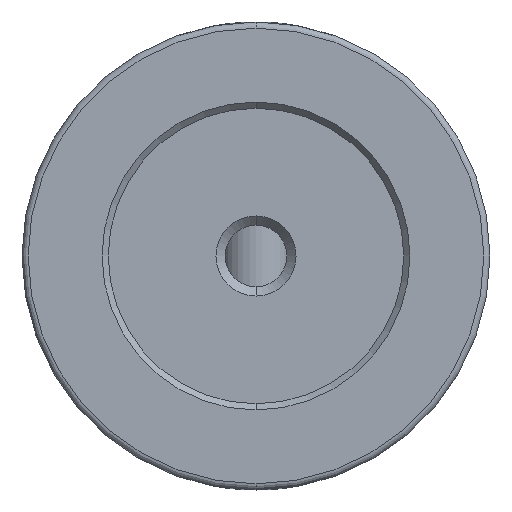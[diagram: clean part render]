
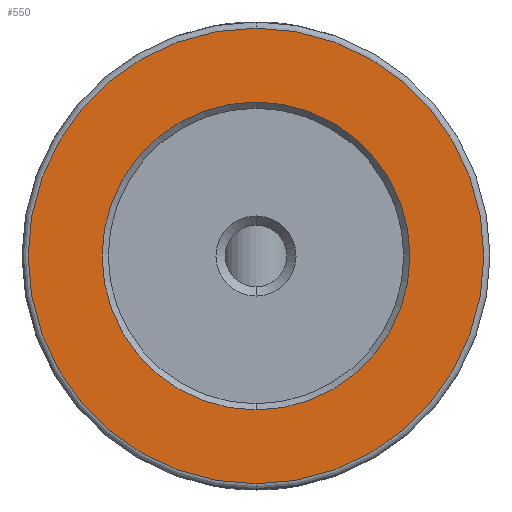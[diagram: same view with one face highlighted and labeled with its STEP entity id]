
A CAD part, front view. The second image highlights one B-rep face of the part: STEP entity #550.
In plain terms, the highlighted planar face has unit normal (0, -1, 0).
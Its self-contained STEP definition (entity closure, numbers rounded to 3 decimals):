
#1 = CARTESIAN_POINT ( 'NONE',  ( -85.227, -254.261, 400. ) ) ;
#72 = AXIS2_PLACEMENT_3D ( 'NONE', #585, #525, #696 ) ;
#86 = ORIENTED_EDGE ( 'NONE', *, *, #278, .T. ) ;
#87 = CIRCLE ( 'NONE', #197, 18.5 ) ;
#150 = FACE_OUTER_BOUND ( 'NONE', #506, .T. ) ;
#159 = FACE_BOUND ( 'NONE', #971, .T. ) ;
#197 = AXIS2_PLACEMENT_3D ( 'NONE', #318, #923, #716 ) ;
#254 = CIRCLE ( 'NONE', #665, 12.5 ) ;
#278 = EDGE_CURVE ( 'NONE', #1015, #444, #254, .T. ) ;
#287 = DIRECTION ( 'NONE',  ( 0., 1., 0. ) ) ;
#298 = CARTESIAN_POINT ( 'NONE',  ( -85.227, -254.261, 412.5 ) ) ;
#299 = CARTESIAN_POINT ( 'NONE',  ( -85.227, -254.261, 418.5 ) ) ;
#318 = CARTESIAN_POINT ( 'NONE',  ( -85.227, -254.261, 400. ) ) ;
#348 = VERTEX_POINT ( 'NONE', #873 ) ;
#349 = ORIENTED_EDGE ( 'NONE', *, *, #521, .T. ) ;
#371 = CARTESIAN_POINT ( 'NONE',  ( -85.227, -254.261, 400. ) ) ;
#374 = CIRCLE ( 'NONE', #986, 12.5 ) ;
#383 = DIRECTION ( 'NONE',  ( 0., 0., 1. ) ) ;
#407 = ORIENTED_EDGE ( 'NONE', *, *, #833, .T. ) ;
#427 = AXIS2_PLACEMENT_3D ( 'NONE', #371, #287, #383 ) ;
#444 = VERTEX_POINT ( 'NONE', #743 ) ;
#457 = PLANE ( 'NONE',  #427 ) ;
#499 = EDGE_CURVE ( 'NONE', #348, #839, #691, .T. ) ;
#506 = EDGE_LOOP ( 'NONE', ( #407, #628 ) ) ;
#521 = EDGE_CURVE ( 'NONE', #444, #1015, #374, .T. ) ;
#525 = DIRECTION ( 'NONE',  ( 0., -1., 0. ) ) ;
#550 = ADVANCED_FACE ( 'NONE', ( #159, #150 ), #457, .F. ) ;
#551 = DIRECTION ( 'NONE',  ( 0., 1., 0. ) ) ;
#554 = DIRECTION ( 'NONE',  ( 0., 0., 1. ) ) ;
#585 = CARTESIAN_POINT ( 'NONE',  ( -85.227, -254.261, 400. ) ) ;
#628 = ORIENTED_EDGE ( 'NONE', *, *, #499, .T. ) ;
#665 = AXIS2_PLACEMENT_3D ( 'NONE', #879, #810, #883 ) ;
#691 = CIRCLE ( 'NONE', #72, 18.5 ) ;
#696 = DIRECTION ( 'NONE',  ( 0., 0., 1. ) ) ;
#716 = DIRECTION ( 'NONE',  ( 0., 0., 1. ) ) ;
#743 = CARTESIAN_POINT ( 'NONE',  ( -85.227, -254.261, 387.5 ) ) ;
#810 = DIRECTION ( 'NONE',  ( 0., 1., 0. ) ) ;
#833 = EDGE_CURVE ( 'NONE', #839, #348, #87, .T. ) ;
#839 = VERTEX_POINT ( 'NONE', #299 ) ;
#873 = CARTESIAN_POINT ( 'NONE',  ( -85.227, -254.261, 381.5 ) ) ;
#879 = CARTESIAN_POINT ( 'NONE',  ( -85.227, -254.261, 400. ) ) ;
#883 = DIRECTION ( 'NONE',  ( 0., 0., 1. ) ) ;
#923 = DIRECTION ( 'NONE',  ( 0., -1., 0. ) ) ;
#971 = EDGE_LOOP ( 'NONE', ( #86, #349 ) ) ;
#986 = AXIS2_PLACEMENT_3D ( 'NONE', #1, #551, #554 ) ;
#1015 = VERTEX_POINT ( 'NONE', #298 ) ;
